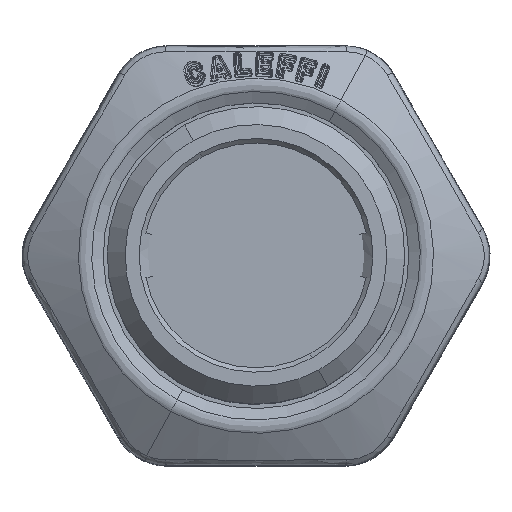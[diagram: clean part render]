
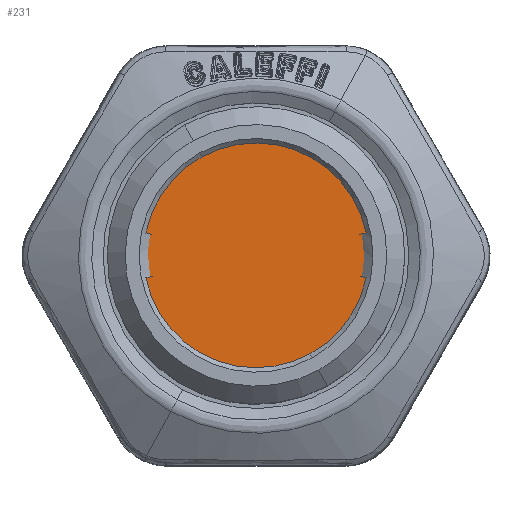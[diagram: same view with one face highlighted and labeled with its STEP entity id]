
A CAD part, top view. The second image highlights one B-rep face of the part: STEP entity #231.
In plain terms, the highlighted planar face has unit normal (0, 0, 1).
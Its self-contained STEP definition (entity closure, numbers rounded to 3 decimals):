
#56=CARTESIAN_POINT('Axis2P3D Location',(0.,0.,62.767)) ;
#60=CARTESIAN_POINT('Vertex',(-6.449,11.779,62.767)) ;
#62=CARTESIAN_POINT('Vertex',(6.449,-11.779,62.767)) ;
#91=CARTESIAN_POINT('Axis2P3D Location',(0.,0.,62.767)) ;
#222=CARTESIAN_POINT('Axis2P3D Location',(0.,0.,62.767)) ;
#57=DIRECTION('Axis2P3D Direction',(0.,0.,1.)) ;
#92=DIRECTION('Axis2P3D Direction',(0.,0.,1.)) ;
#223=DIRECTION('Axis2P3D Direction',(0.,0.,1.)) ;
#224=DIRECTION('Axis2P3D XDirection',(1.,0.,0.)) ;
#58=AXIS2_PLACEMENT_3D('Circle Axis2P3D',#56,#57,$) ;
#93=AXIS2_PLACEMENT_3D('Circle Axis2P3D',#91,#92,$) ;
#225=AXIS2_PLACEMENT_3D('Plane Axis2P3D',#222,#223,#224) ;
#228=ORIENTED_EDGE('',*,*,#64,.T.) ;
#229=ORIENTED_EDGE('',*,*,#95,.T.) ;
#231=ADVANCED_FACE('PartBody',(#230),#226,.T.) ;
#59=CIRCLE('generated circle',#58,13.429) ;
#94=CIRCLE('generated circle',#93,13.429) ;
#64=EDGE_CURVE('',#61,#63,#59,.T.) ;
#95=EDGE_CURVE('',#63,#61,#94,.T.) ;
#227=EDGE_LOOP('',(#228,#229)) ;
#230=FACE_OUTER_BOUND('',#227,.T.) ;
#226=PLANE('',#225) ;
#61=VERTEX_POINT('',#60) ;
#63=VERTEX_POINT('',#62) ;
